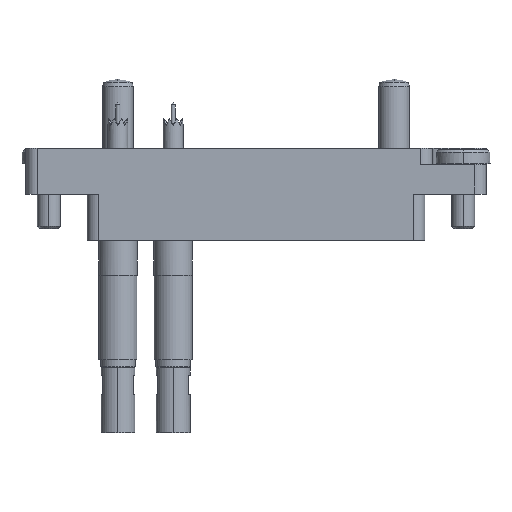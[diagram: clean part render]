
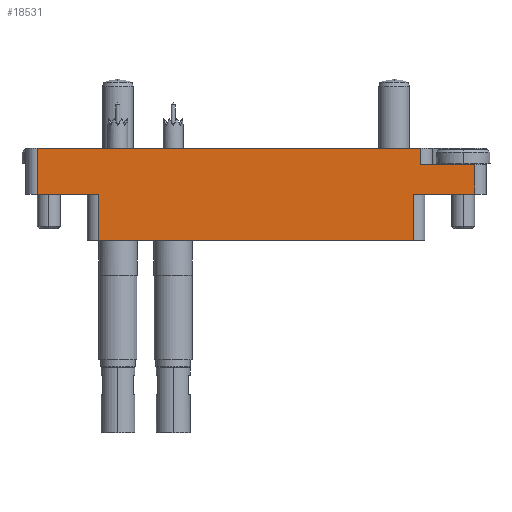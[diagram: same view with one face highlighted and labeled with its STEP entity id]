
A CAD part, left-side view. The second image highlights one B-rep face of the part: STEP entity #18531.
In plain terms, the highlighted face is planar.
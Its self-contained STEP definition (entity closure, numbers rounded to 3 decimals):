
#411 = LINE ( 'NONE', #679, #12772 ) ;
#679 = CARTESIAN_POINT ( 'NONE',  ( 30., 3.9, 14.35 ) ) ;
#732 = VECTOR ( 'NONE', #9331, 1000. ) ;
#1360 = CARTESIAN_POINT ( 'NONE',  ( 20.5, 0., 14.35 ) ) ;
#2155 = CARTESIAN_POINT ( 'NONE',  ( 30., 0., 14.35 ) ) ;
#3104 = VERTEX_POINT ( 'NONE', #5210 ) ;
#3455 = LINE ( 'NONE', #1360, #732 ) ;
#3700 = VERTEX_POINT ( 'NONE', #17152 ) ;
#3997 = LINE ( 'NONE', #11947, #19193 ) ;
#5110 = CARTESIAN_POINT ( 'NONE',  ( -28.5, 0., 14.35 ) ) ;
#5201 = EDGE_CURVE ( 'NONE', #9334, #8174, #5804, .T. ) ;
#5210 = CARTESIAN_POINT ( 'NONE',  ( -20.5, 0., 14.35 ) ) ;
#5483 = CARTESIAN_POINT ( 'NONE',  ( 28.5, 0., 14.35 ) ) ;
#5804 = LINE ( 'NONE', #6174, #15204 ) ;
#6092 = LINE ( 'NONE', #2155, #16027 ) ;
#6100 = EDGE_LOOP ( 'NONE', ( #14608, #22593, #25640, #9786, #7218, #14226, #18735, #9675, #12182, #8671 ) ) ;
#6174 = CARTESIAN_POINT ( 'NONE',  ( 28.5, 3.9, 14.35 ) ) ;
#7218 = ORIENTED_EDGE ( 'NONE', *, *, #23418, .F. ) ;
#7625 = LINE ( 'NONE', #11910, #7986 ) ;
#7802 = EDGE_CURVE ( 'NONE', #9582, #25794, #14098, .T. ) ;
#7986 = VECTOR ( 'NONE', #13988, 1000. ) ;
#8174 = VERTEX_POINT ( 'NONE', #18393 ) ;
#8316 = CARTESIAN_POINT ( 'NONE',  ( -20.5, -6., 14.35 ) ) ;
#8671 = ORIENTED_EDGE ( 'NONE', *, *, #18027, .T. ) ;
#8825 = LINE ( 'NONE', #20963, #21774 ) ;
#8837 = VERTEX_POINT ( 'NONE', #9025 ) ;
#9025 = CARTESIAN_POINT ( 'NONE',  ( 20.5, -6., 14.35 ) ) ;
#9331 = DIRECTION ( 'NONE',  ( 0., 1., 0. ) ) ;
#9334 = VERTEX_POINT ( 'NONE', #5483 ) ;
#9513 = VECTOR ( 'NONE', #21396, 1000. ) ;
#9582 = VERTEX_POINT ( 'NONE', #16820 ) ;
#9675 = ORIENTED_EDGE ( 'NONE', *, *, #7802, .T. ) ;
#9786 = ORIENTED_EDGE ( 'NONE', *, *, #5201, .T. ) ;
#9865 = EDGE_CURVE ( 'NONE', #3104, #25794, #3997, .T. ) ;
#10130 = DIRECTION ( 'NONE',  ( -1., 0., 0. ) ) ;
#10298 = CARTESIAN_POINT ( 'NONE',  ( -20.5, 0., 14.35 ) ) ;
#11910 = CARTESIAN_POINT ( 'NONE',  ( -30., 6., 14.35 ) ) ;
#11919 = DIRECTION ( 'NONE',  ( 0., 1., 0. ) ) ;
#11947 = CARTESIAN_POINT ( 'NONE',  ( 30., 0., 14.35 ) ) ;
#12152 = CARTESIAN_POINT ( 'NONE',  ( -28.5, 0., 14.35 ) ) ;
#12182 = ORIENTED_EDGE ( 'NONE', *, *, #9865, .F. ) ;
#12772 = VECTOR ( 'NONE', #22603, 1000. ) ;
#12954 = VERTEX_POINT ( 'NONE', #21569 ) ;
#13436 = CARTESIAN_POINT ( 'NONE',  ( 21.5, 0., 14.35 ) ) ;
#13682 = LINE ( 'NONE', #13436, #9513 ) ;
#13988 = DIRECTION ( 'NONE',  ( 1., 0., 0. ) ) ;
#14098 = LINE ( 'NONE', #12152, #25730 ) ;
#14160 = DIRECTION ( 'NONE',  ( 0., 0., -1. ) ) ;
#14226 = ORIENTED_EDGE ( 'NONE', *, *, #25045, .T. ) ;
#14430 = FACE_OUTER_BOUND ( 'NONE', #6100, .T. ) ;
#14543 = VERTEX_POINT ( 'NONE', #24265 ) ;
#14565 = CARTESIAN_POINT ( 'NONE',  ( -30., 0., 14.35 ) ) ;
#14608 = ORIENTED_EDGE ( 'NONE', *, *, #18493, .F. ) ;
#14932 = VERTEX_POINT ( 'NONE', #8316 ) ;
#15204 = VECTOR ( 'NONE', #11919, 1000. ) ;
#16001 = DIRECTION ( 'NONE',  ( -1., 0., 0. ) ) ;
#16027 = VECTOR ( 'NONE', #10130, 1000. ) ;
#16174 = DIRECTION ( 'NONE',  ( 0., -1., 0. ) ) ;
#16820 = CARTESIAN_POINT ( 'NONE',  ( -28.5, 6., 14.35 ) ) ;
#17152 = CARTESIAN_POINT ( 'NONE',  ( 21.5, 3.9, 14.35 ) ) ;
#17705 = EDGE_CURVE ( 'NONE', #9582, #12954, #7625, .T. ) ;
#18027 = EDGE_CURVE ( 'NONE', #3104, #14932, #20616, .T. ) ;
#18393 = CARTESIAN_POINT ( 'NONE',  ( 28.5, 3.9, 14.35 ) ) ;
#18493 = EDGE_CURVE ( 'NONE', #8837, #14932, #8825, .T. ) ;
#18531 = ADVANCED_FACE ( 'NONE', ( #14430 ), #22119, .F. ) ;
#18735 = ORIENTED_EDGE ( 'NONE', *, *, #17705, .F. ) ;
#19193 = VECTOR ( 'NONE', #19913, 1000. ) ;
#19913 = DIRECTION ( 'NONE',  ( -1., 0., 0. ) ) ;
#20616 = LINE ( 'NONE', #10298, #23012 ) ;
#20903 = EDGE_CURVE ( 'NONE', #9334, #14543, #6092, .T. ) ;
#20963 = CARTESIAN_POINT ( 'NONE',  ( -22., -6., 14.35 ) ) ;
#21396 = DIRECTION ( 'NONE',  ( 0., 1., 0. ) ) ;
#21569 = CARTESIAN_POINT ( 'NONE',  ( 21.5, 6., 14.35 ) ) ;
#21774 = VECTOR ( 'NONE', #24738, 1000. ) ;
#21938 = DIRECTION ( 'NONE',  ( 0., -1., 0. ) ) ;
#22119 = PLANE ( 'NONE',  #23860 ) ;
#22593 = ORIENTED_EDGE ( 'NONE', *, *, #24083, .T. ) ;
#22603 = DIRECTION ( 'NONE',  ( 1., 0., 0. ) ) ;
#23012 = VECTOR ( 'NONE', #16174, 1000. ) ;
#23418 = EDGE_CURVE ( 'NONE', #3700, #8174, #411, .T. ) ;
#23860 = AXIS2_PLACEMENT_3D ( 'NONE', #14565, #14160, #16001 ) ;
#24083 = EDGE_CURVE ( 'NONE', #8837, #14543, #3455, .T. ) ;
#24265 = CARTESIAN_POINT ( 'NONE',  ( 20.5, 0., 14.35 ) ) ;
#24738 = DIRECTION ( 'NONE',  ( -1., 0., 0. ) ) ;
#25045 = EDGE_CURVE ( 'NONE', #3700, #12954, #13682, .T. ) ;
#25640 = ORIENTED_EDGE ( 'NONE', *, *, #20903, .F. ) ;
#25730 = VECTOR ( 'NONE', #21938, 1000. ) ;
#25794 = VERTEX_POINT ( 'NONE', #5110 ) ;
